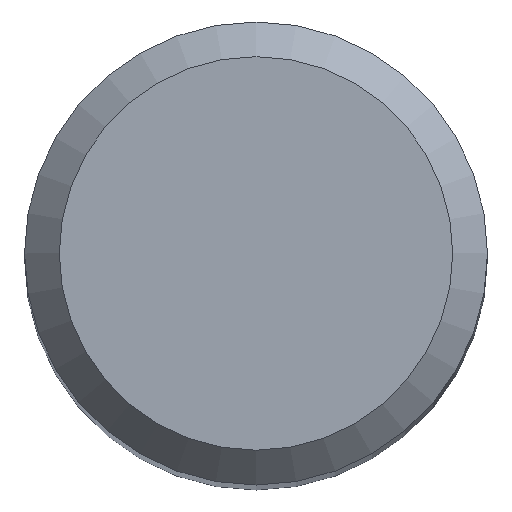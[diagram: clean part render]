
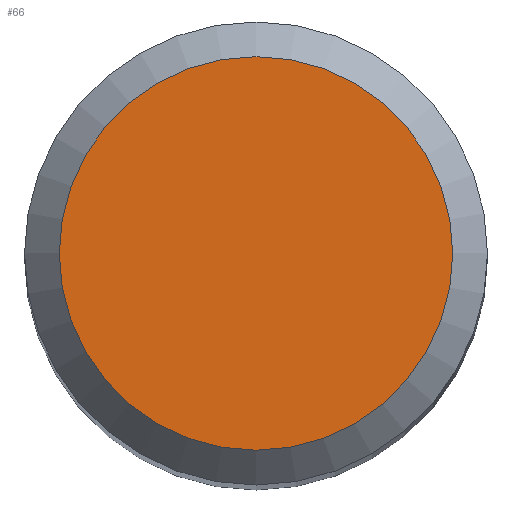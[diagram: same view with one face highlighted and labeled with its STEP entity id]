
A CAD part, top view. The second image highlights one B-rep face of the part: STEP entity #66.
In plain terms, the highlighted planar face has unit normal (0, 0, 1).
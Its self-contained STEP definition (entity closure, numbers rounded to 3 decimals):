
#57=PLANE('',#207);
#61=FACE_OUTER_BOUND('',#95,.T.);
#66=ADVANCED_FACE('',(#61),#57,.T.);
#95=EDGE_LOOP('',(#113));
#113=ORIENTED_EDGE('',*,*,#140,.F.);
#131=VERTEX_POINT('',#310);
#140=EDGE_CURVE('',#131,#131,#149,.T.);
#149=CIRCLE('',#206,1.7);
#206=AXIS2_PLACEMENT_3D('',#309,#236,#237);
#207=AXIS2_PLACEMENT_3D('',#311,#238,#239);
#236=DIRECTION('',(0.,0.,-1.));
#237=DIRECTION('',(1.,0.,0.));
#238=DIRECTION('',(0.,0.,1.));
#239=DIRECTION('',(-1.,0.,0.));
#309=CARTESIAN_POINT('',(0.,0.,0.));
#310=CARTESIAN_POINT('',(1.7,0.,0.));
#311=CARTESIAN_POINT('',(0.,0.,0.));
